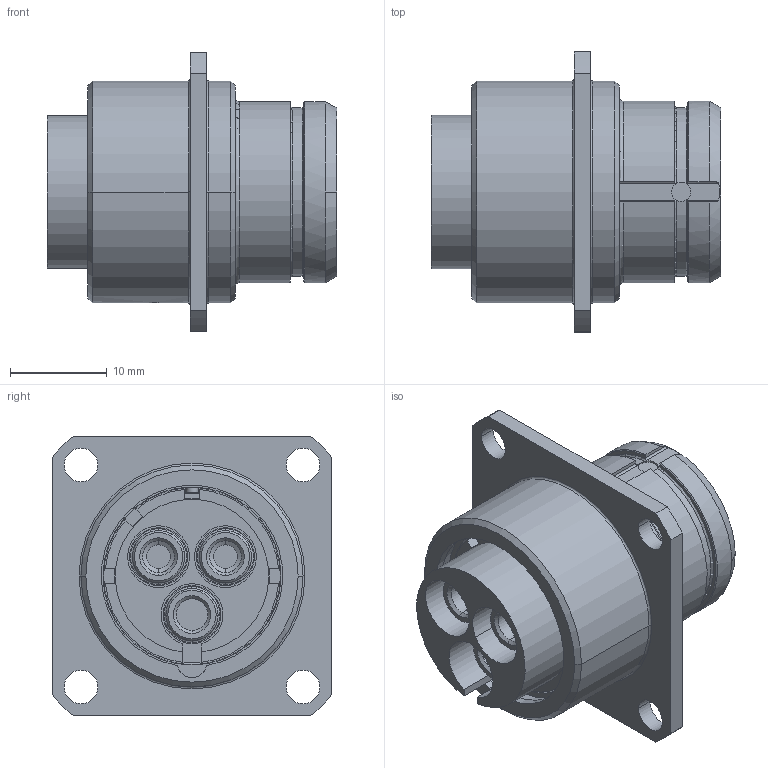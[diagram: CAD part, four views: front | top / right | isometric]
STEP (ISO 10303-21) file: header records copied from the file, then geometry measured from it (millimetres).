
FILE_DESCRIPTION((''),'2;1');
FILE_NAME('1331E303FZ','2024-08-12T10:08:44',('paultorloting'),('NET AG system integration'),'CREO PARAMETRIC BY PTC INC, 2021404','CREO PARAMETRIC BY PTC INC, 2021404','');
FILE_SCHEMA(('AUTOMOTIVE_DESIGN { 1 0 10303 214 1 1 1 1 }'));
Length unit declared in the file: millimetre
Products named in the file (1): 1331E303FZ
Bounding box: 30 x 29 x 29 mm (x, y, z)
Volume: 8283.3 mm3; surface area: 7826.8 mm2
Topology: 1 solids, 1 shells, 367 faces, 930 edges, 603 vertices
Faces by surface type: plane 194, cylinder 118, cone 29, torus 25, bspline 1
Entity records: 14150 total; most frequent: CARTESIAN_POINT 2975, DIRECTION 1895, ORIENTED_EDGE 1860, EDGE_CURVE 930, AXIS2_PLACEMENT_3D 681, VERTEX_POINT 603, VECTOR 530, LINE 530
